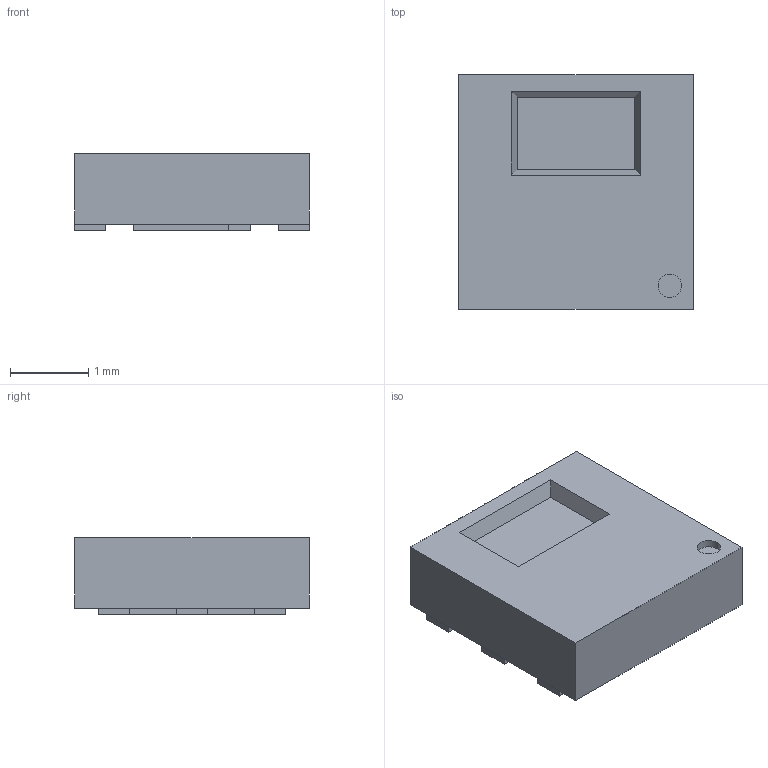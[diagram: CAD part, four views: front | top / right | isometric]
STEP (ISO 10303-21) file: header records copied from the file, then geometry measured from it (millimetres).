
FILE_DESCRIPTION (( 'STEP AP214' ), '1' );
FILE_NAME ('HTU21D.STEP', '2015-08-26T17:47:10', ( '' ), ( '' ), 'SwSTEP 2.0', 'SolidWorks 2014', '' );
FILE_SCHEMA (( 'AUTOMOTIVE_DESIGN' ));
Length unit declared in the file: millimetre
Products named in the file (1): HTU21D
Bounding box: 3 x 3 x 0.98 mm (x, y, z)
Volume: 8.1 mm3; surface area: 32.9 mm2
Topology: 7 solids, 7 shells, 56 faces, 117 edges, 78 vertices
Faces by surface type: plane 54, cylinder 2
Entity records: 1553 total; most frequent: CARTESIAN_POINT 252, DIRECTION 235, ORIENTED_EDGE 234, EDGE_CURVE 117, LINE 113, VECTOR 113, VERTEX_POINT 78, AXIS2_PLACEMENT_3D 61
